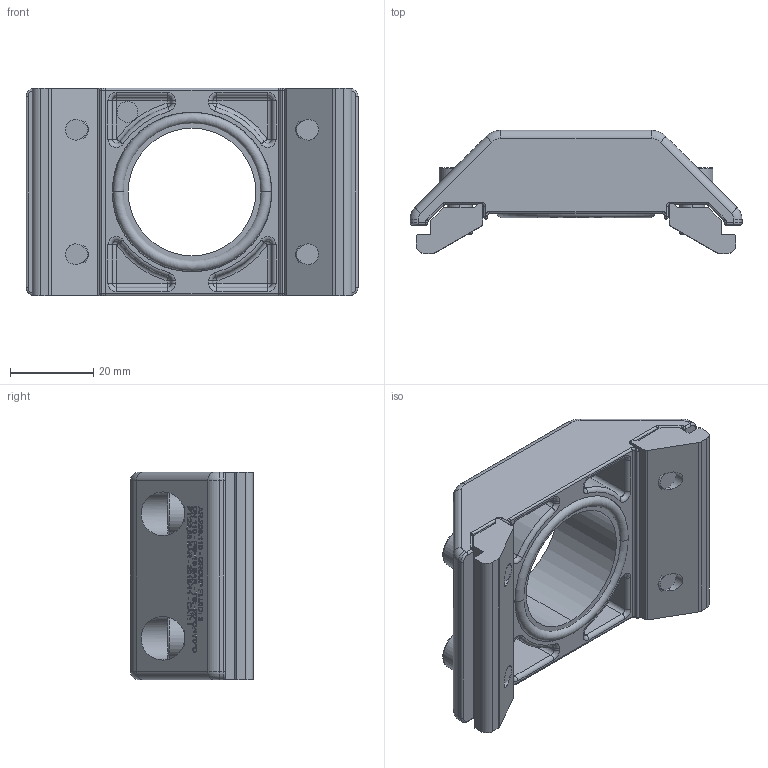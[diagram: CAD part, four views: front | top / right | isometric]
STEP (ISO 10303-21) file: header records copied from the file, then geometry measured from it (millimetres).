
FILE_DESCRIPTION (( 'STEP AP214' ), '1' );
FILE_NAME ('AR.208.110.001.STEP', '2016-04-13T14:25:18', ( '' ), ( '' ), 'SwSTEP 2.0', 'SolidWorks 2016', '' );
FILE_SCHEMA (( 'AUTOMOTIVE_DESIGN' ));
Length unit declared in the file: millimetre
Products named in the file (5): AR.000.000.003; AR.000.000.004; 084.301.000 VITI ALUSIC_084.301.010; GUARNIZIONI OR_OR 3131; AR.208.110.001
Assembly tree (8 placements, depth 2):
  AR.208.110.001
    AR.000.000.004
    AR.000.000.003  x2
    084.301.000 VITI ALUSIC_084.301.010  x4
    GUARNIZIONI OR_OR 3131
Bounding box: 80 x 29.65 x 50 mm (x, y, z)
Volume: 46979.6 mm3; surface area: 25637.9 mm2
Topology: 8 solids, 8 shells, 1857 faces, 4746 edges, 3060 vertices
Faces by surface type: plane 936, bspline 612, cylinder 193, torus 72, sphere 36, cone 8
Entity records: 88516 total; most frequent: CARTESIAN_POINT 49052, ORIENTED_EDGE 9076, DIRECTION 6102, EDGE_CURVE 4538, VERTEX_POINT 2948, LINE 2866, VECTOR 2866, EDGE_LOOP 1984
